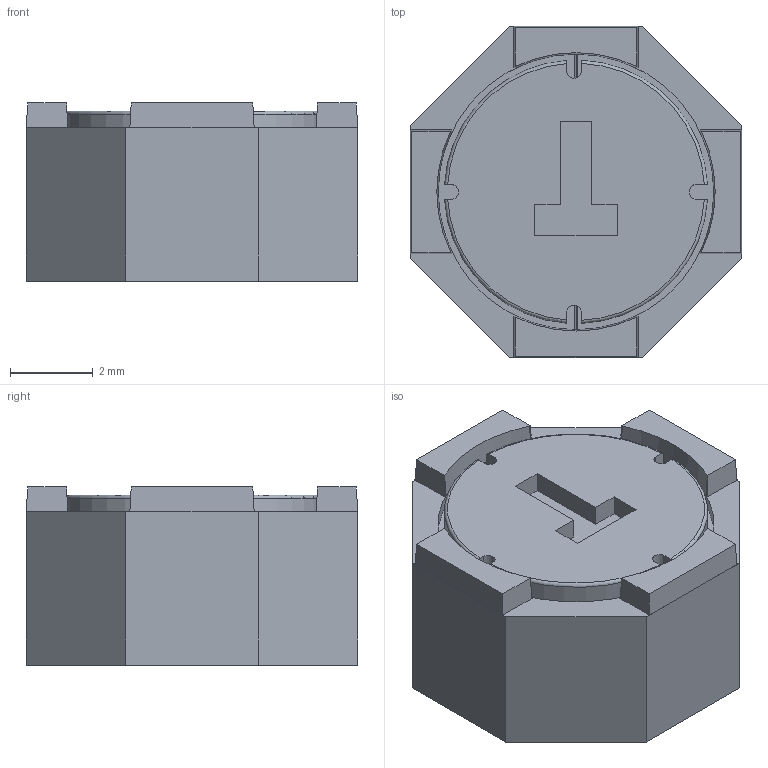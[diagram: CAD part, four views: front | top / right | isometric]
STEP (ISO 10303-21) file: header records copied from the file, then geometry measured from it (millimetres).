
FILE_DESCRIPTION (( 'STEP AP214' ), '1' );
FILE_NAME ('744071056.STEP', '2022-09-06T08:19:55', ( '' ), ( '' ), 'SwSTEP 2.0', 'SolidWorks 2018', '' );
FILE_SCHEMA (( 'AUTOMOTIVE_DESIGN' ));
Length unit declared in the file: millimetre
Products named in the file (1): 744071056
Bounding box: 8 x 8 x 4.3 mm (x, y, z)
Volume: 207.6 mm3; surface area: 287.5 mm2
Topology: 5 solids, 5 shells, 116 faces, 294 edges, 196 vertices
Faces by surface type: plane 70, cylinder 32, torus 8, cone 6
Entity records: 5396 total; most frequent: CARTESIAN_POINT 1231, ORIENTED_EDGE 588, DIRECTION 564, EDGE_CURVE 294, VERTEX_POINT 196, AXIS2_PLACEMENT_3D 189, VECTOR 186, LINE 186
